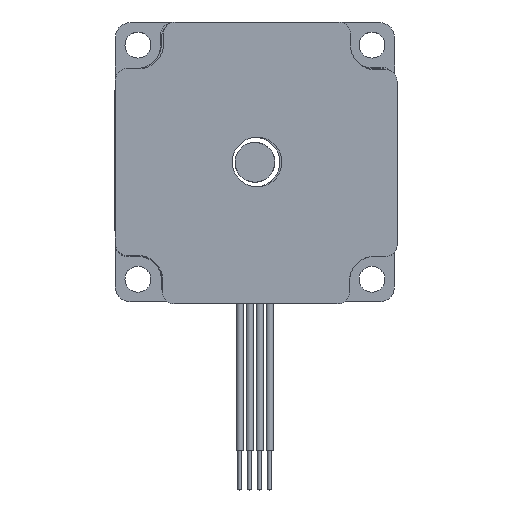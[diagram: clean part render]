
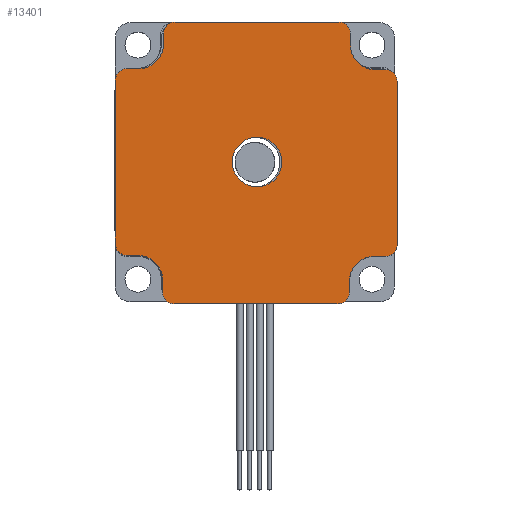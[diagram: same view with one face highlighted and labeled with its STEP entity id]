
A CAD part, top view. The second image highlights one B-rep face of the part: STEP entity #13401.
In plain terms, the highlighted face is planar.
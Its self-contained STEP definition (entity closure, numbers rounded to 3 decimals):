
#1317=LINE('',#22627,#2432);
#1318=LINE('',#22631,#2433);
#1319=LINE('',#22635,#2434);
#1320=LINE('',#22639,#2435);
#1321=LINE('',#22643,#2436);
#1322=LINE('',#22647,#2437);
#1323=LINE('',#22651,#2438);
#1324=LINE('',#22655,#2439);
#1325=LINE('',#22659,#2440);
#1326=LINE('',#22663,#2441);
#1327=LINE('',#22667,#2442);
#1328=LINE('',#22670,#2443);
#2432=VECTOR('',#18527,2.3);
#2433=VECTOR('',#18530,33.);
#2434=VECTOR('',#18533,2.1);
#2435=VECTOR('',#18536,2.417);
#2436=VECTOR('',#18539,33.);
#2437=VECTOR('',#18542,2.217);
#2438=VECTOR('',#18545,2.417);
#2439=VECTOR('',#18548,33.);
#2440=VECTOR('',#18551,2.217);
#2441=VECTOR('',#18554,2.3);
#2442=VECTOR('',#18557,33.);
#2443=VECTOR('',#18560,2.1);
#2786=FACE_BOUND('',#4154,.T.);
#3375=FACE_OUTER_BOUND('',#4153,.T.);
#4153=EDGE_LOOP('',(#11644,#11645,#11646,#11647,#11648,#11649,#11650,#11651,
#11652,#11653,#11654,#11655,#11656,#11657,#11658,#11659,#11660,#11661,#11662,
#11663,#11664,#11665,#11666,#11667));
#4154=EDGE_LOOP('',(#11668));
#5094=CIRCLE('',#14838,5.);
#5097=CIRCLE('',#14845,5.);
#5098=CIRCLE('',#14846,2.3);
#5099=CIRCLE('',#14847,2.3);
#5100=CIRCLE('',#14848,5.);
#5101=CIRCLE('',#14849,2.3);
#5102=CIRCLE('',#14850,2.3);
#5103=CIRCLE('',#14851,5.);
#5104=CIRCLE('',#14852,2.3);
#5105=CIRCLE('',#14853,2.3);
#5106=CIRCLE('',#14854,5.);
#5107=CIRCLE('',#14855,2.3);
#5108=CIRCLE('',#14856,2.3);
#6274=VERTEX_POINT('',#22605);
#6281=VERTEX_POINT('',#22623);
#6282=VERTEX_POINT('',#22624);
#6283=VERTEX_POINT('',#22626);
#6284=VERTEX_POINT('',#22628);
#6285=VERTEX_POINT('',#22630);
#6286=VERTEX_POINT('',#22632);
#6287=VERTEX_POINT('',#22634);
#6288=VERTEX_POINT('',#22636);
#6289=VERTEX_POINT('',#22638);
#6290=VERTEX_POINT('',#22640);
#6291=VERTEX_POINT('',#22642);
#6292=VERTEX_POINT('',#22644);
#6293=VERTEX_POINT('',#22646);
#6294=VERTEX_POINT('',#22648);
#6295=VERTEX_POINT('',#22650);
#6296=VERTEX_POINT('',#22652);
#6297=VERTEX_POINT('',#22654);
#6298=VERTEX_POINT('',#22656);
#6299=VERTEX_POINT('',#22658);
#6300=VERTEX_POINT('',#22660);
#6301=VERTEX_POINT('',#22662);
#6302=VERTEX_POINT('',#22664);
#6303=VERTEX_POINT('',#22666);
#6304=VERTEX_POINT('',#22668);
#8122=EDGE_CURVE('',#6274,#6274,#5094,.T.);
#8129=EDGE_CURVE('',#6281,#6282,#5097,.T.);
#8130=EDGE_CURVE('',#6283,#6281,#1317,.T.);
#8131=EDGE_CURVE('',#6284,#6283,#5098,.T.);
#8132=EDGE_CURVE('',#6285,#6284,#1318,.T.);
#8133=EDGE_CURVE('',#6286,#6285,#5099,.T.);
#8134=EDGE_CURVE('',#6287,#6286,#1319,.T.);
#8135=EDGE_CURVE('',#6288,#6287,#5100,.T.);
#8136=EDGE_CURVE('',#6289,#6288,#1320,.T.);
#8137=EDGE_CURVE('',#6290,#6289,#5101,.T.);
#8138=EDGE_CURVE('',#6291,#6290,#1321,.T.);
#8139=EDGE_CURVE('',#6292,#6291,#5102,.T.);
#8140=EDGE_CURVE('',#6293,#6292,#1322,.T.);
#8141=EDGE_CURVE('',#6294,#6293,#5103,.T.);
#8142=EDGE_CURVE('',#6295,#6294,#1323,.T.);
#8143=EDGE_CURVE('',#6296,#6295,#5104,.T.);
#8144=EDGE_CURVE('',#6297,#6296,#1324,.T.);
#8145=EDGE_CURVE('',#6298,#6297,#5105,.T.);
#8146=EDGE_CURVE('',#6299,#6298,#1325,.T.);
#8147=EDGE_CURVE('',#6300,#6299,#5106,.T.);
#8148=EDGE_CURVE('',#6301,#6300,#1326,.T.);
#8149=EDGE_CURVE('',#6302,#6301,#5107,.T.);
#8150=EDGE_CURVE('',#6303,#6302,#1327,.T.);
#8151=EDGE_CURVE('',#6304,#6303,#5108,.T.);
#8152=EDGE_CURVE('',#6282,#6304,#1328,.T.);
#11644=ORIENTED_EDGE('',*,*,#8129,.F.);
#11645=ORIENTED_EDGE('',*,*,#8130,.F.);
#11646=ORIENTED_EDGE('',*,*,#8131,.F.);
#11647=ORIENTED_EDGE('',*,*,#8132,.F.);
#11648=ORIENTED_EDGE('',*,*,#8133,.F.);
#11649=ORIENTED_EDGE('',*,*,#8134,.F.);
#11650=ORIENTED_EDGE('',*,*,#8135,.F.);
#11651=ORIENTED_EDGE('',*,*,#8136,.F.);
#11652=ORIENTED_EDGE('',*,*,#8137,.F.);
#11653=ORIENTED_EDGE('',*,*,#8138,.F.);
#11654=ORIENTED_EDGE('',*,*,#8139,.F.);
#11655=ORIENTED_EDGE('',*,*,#8140,.F.);
#11656=ORIENTED_EDGE('',*,*,#8141,.F.);
#11657=ORIENTED_EDGE('',*,*,#8142,.F.);
#11658=ORIENTED_EDGE('',*,*,#8143,.F.);
#11659=ORIENTED_EDGE('',*,*,#8144,.F.);
#11660=ORIENTED_EDGE('',*,*,#8145,.F.);
#11661=ORIENTED_EDGE('',*,*,#8146,.F.);
#11662=ORIENTED_EDGE('',*,*,#8147,.F.);
#11663=ORIENTED_EDGE('',*,*,#8148,.F.);
#11664=ORIENTED_EDGE('',*,*,#8149,.F.);
#11665=ORIENTED_EDGE('',*,*,#8150,.F.);
#11666=ORIENTED_EDGE('',*,*,#8151,.F.);
#11667=ORIENTED_EDGE('',*,*,#8152,.F.);
#11668=ORIENTED_EDGE('',*,*,#8122,.F.);
#12751=PLANE('',#14844);
#13401=ADVANCED_FACE('',(#3375,#2786),#12751,.F.);
#14838=AXIS2_PLACEMENT_3D('',#22606,#18507,#18508);
#14844=AXIS2_PLACEMENT_3D('',#22622,#18523,#18524);
#14845=AXIS2_PLACEMENT_3D('',#22625,#18525,#18526);
#14846=AXIS2_PLACEMENT_3D('',#22629,#18528,#18529);
#14847=AXIS2_PLACEMENT_3D('',#22633,#18531,#18532);
#14848=AXIS2_PLACEMENT_3D('',#22637,#18534,#18535);
#14849=AXIS2_PLACEMENT_3D('',#22641,#18537,#18538);
#14850=AXIS2_PLACEMENT_3D('',#22645,#18540,#18541);
#14851=AXIS2_PLACEMENT_3D('',#22649,#18543,#18544);
#14852=AXIS2_PLACEMENT_3D('',#22653,#18546,#18547);
#14853=AXIS2_PLACEMENT_3D('',#22657,#18549,#18550);
#14854=AXIS2_PLACEMENT_3D('',#22661,#18552,#18553);
#14855=AXIS2_PLACEMENT_3D('',#22665,#18555,#18556);
#14856=AXIS2_PLACEMENT_3D('',#22669,#18558,#18559);
#18507=DIRECTION('center_axis',(0.,-1.,0.));
#18508=DIRECTION('ref_axis',(0.,0.,1.));
#18523=DIRECTION('center_axis',(0.,1.,0.));
#18524=DIRECTION('ref_axis',(0.,0.,1.));
#18525=DIRECTION('center_axis',(0.,-1.,0.));
#18526=DIRECTION('ref_axis',(0.,0.,1.));
#18527=DIRECTION('',(0.,0.,1.));
#18528=DIRECTION('center_axis',(0.,1.,0.));
#18529=DIRECTION('ref_axis',(0.,0.,-1.));
#18530=DIRECTION('',(-1.,0.,0.));
#18531=DIRECTION('center_axis',(0.,1.,0.));
#18532=DIRECTION('ref_axis',(0.,0.,1.));
#18533=DIRECTION('',(0.,0.,-1.));
#18534=DIRECTION('center_axis',(0.,-1.,0.));
#18535=DIRECTION('ref_axis',(0.,0.,-1.));
#18536=DIRECTION('',(-1.,0.,0.));
#18537=DIRECTION('center_axis',(0.,1.,0.));
#18538=DIRECTION('ref_axis',(0.,0.,1.));
#18539=DIRECTION('',(0.,0.,-1.));
#18540=DIRECTION('center_axis',(0.,1.,0.));
#18541=DIRECTION('ref_axis',(0.,0.,1.));
#18542=DIRECTION('',(1.,0.,0.));
#18543=DIRECTION('center_axis',(0.,-1.,0.));
#18544=DIRECTION('ref_axis',(0.,0.,-1.));
#18545=DIRECTION('',(0.,0.,-1.));
#18546=DIRECTION('center_axis',(0.,1.,0.));
#18547=DIRECTION('ref_axis',(0.,0.,1.));
#18548=DIRECTION('',(1.,0.,0.));
#18549=DIRECTION('center_axis',(0.,1.,0.));
#18550=DIRECTION('ref_axis',(0.,0.,1.));
#18551=DIRECTION('',(0.,0.,1.));
#18552=DIRECTION('center_axis',(0.,-1.,0.));
#18553=DIRECTION('ref_axis',(0.,0.,1.));
#18554=DIRECTION('',(1.,0.,0.));
#18555=DIRECTION('center_axis',(0.,1.,0.));
#18556=DIRECTION('ref_axis',(0.,0.,1.));
#18557=DIRECTION('',(0.,0.,1.));
#18558=DIRECTION('center_axis',(0.,1.,0.));
#18559=DIRECTION('ref_axis',(0.,0.,1.));
#18560=DIRECTION('',(-1.,0.,0.));
#22605=CARTESIAN_POINT('',(0.,0.,-5.));
#22606=CARTESIAN_POINT('Origin',(0.,0.,0.));
#22622=CARTESIAN_POINT('Origin',(-23.8,0.,-23.6));
#22623=CARTESIAN_POINT('',(-18.8,0.,-23.6));
#22624=CARTESIAN_POINT('',(-23.8,0.,-18.6));
#22625=CARTESIAN_POINT('Origin',(-23.8,0.,-23.6));
#22626=CARTESIAN_POINT('',(-18.8,0.,-25.9));
#22627=CARTESIAN_POINT('',(-18.8,0.,-25.9));
#22628=CARTESIAN_POINT('',(-16.5,0.,-28.2));
#22629=CARTESIAN_POINT('Origin',(-16.5,0.,-25.9));
#22630=CARTESIAN_POINT('',(16.5,0.,-28.2));
#22631=CARTESIAN_POINT('',(16.5,0.,-28.2));
#22632=CARTESIAN_POINT('',(18.8,0.,-25.9));
#22633=CARTESIAN_POINT('Origin',(16.5,0.,-25.9));
#22634=CARTESIAN_POINT('',(18.8,0.,-23.8));
#22635=CARTESIAN_POINT('',(18.8,0.,-25.9));
#22636=CARTESIAN_POINT('',(23.8,0.,-18.8));
#22637=CARTESIAN_POINT('Origin',(23.8,0.,-23.8));
#22638=CARTESIAN_POINT('',(26.217,0.,-18.8));
#22639=CARTESIAN_POINT('',(26.217,0.,-18.8));
#22640=CARTESIAN_POINT('',(28.517,0.,-16.5));
#22641=CARTESIAN_POINT('Origin',(26.217,0.,-16.5));
#22642=CARTESIAN_POINT('',(28.517,0.,16.5));
#22643=CARTESIAN_POINT('',(28.517,0.,16.5));
#22644=CARTESIAN_POINT('',(26.217,0.,18.8));
#22645=CARTESIAN_POINT('Origin',(26.217,0.,16.5));
#22646=CARTESIAN_POINT('',(24.,0.,18.8));
#22647=CARTESIAN_POINT('',(26.217,0.,18.8));
#22648=CARTESIAN_POINT('',(19.,0.,23.8));
#22649=CARTESIAN_POINT('Origin',(24.,0.,23.8));
#22650=CARTESIAN_POINT('',(19.,0.,26.217));
#22651=CARTESIAN_POINT('',(19.,0.,26.217));
#22652=CARTESIAN_POINT('',(16.7,0.,28.517));
#22653=CARTESIAN_POINT('Origin',(16.7,0.,26.217));
#22654=CARTESIAN_POINT('',(-16.3,0.,28.517));
#22655=CARTESIAN_POINT('',(16.7,0.,28.517));
#22656=CARTESIAN_POINT('',(-18.6,0.,26.217));
#22657=CARTESIAN_POINT('Origin',(-16.3,0.,26.217));
#22658=CARTESIAN_POINT('',(-18.6,0.,24.));
#22659=CARTESIAN_POINT('',(-18.6,0.,26.217));
#22660=CARTESIAN_POINT('',(-23.6,0.,19.));
#22661=CARTESIAN_POINT('Origin',(-23.6,0.,24.));
#22662=CARTESIAN_POINT('',(-25.9,0.,19.));
#22663=CARTESIAN_POINT('',(-25.9,0.,19.));
#22664=CARTESIAN_POINT('',(-28.2,0.,16.7));
#22665=CARTESIAN_POINT('Origin',(-25.9,0.,16.7));
#22666=CARTESIAN_POINT('',(-28.2,0.,-16.3));
#22667=CARTESIAN_POINT('',(-28.2,0.,16.7));
#22668=CARTESIAN_POINT('',(-25.9,0.,-18.6));
#22669=CARTESIAN_POINT('Origin',(-25.9,0.,-16.3));
#22670=CARTESIAN_POINT('',(-25.9,0.,-18.6));
